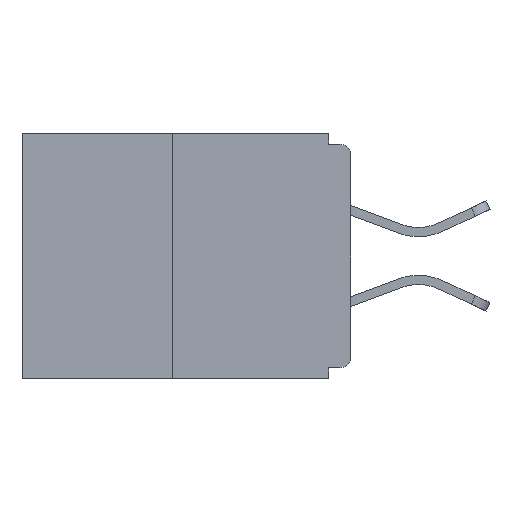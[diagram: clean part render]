
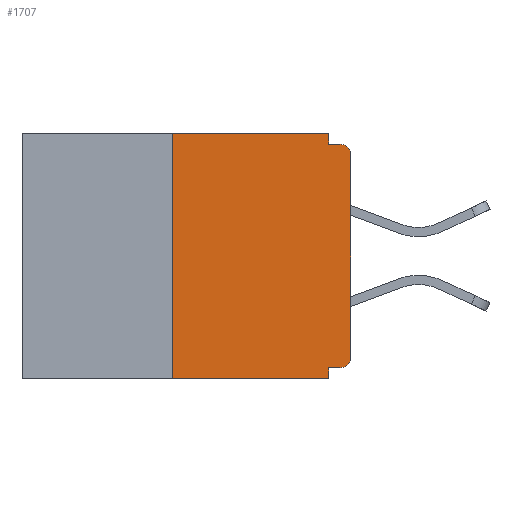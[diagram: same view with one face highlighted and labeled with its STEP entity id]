
A CAD part, left-side view. The second image highlights one B-rep face of the part: STEP entity #1707.
In plain terms, the highlighted planar face has unit normal (-1, 0, 0).
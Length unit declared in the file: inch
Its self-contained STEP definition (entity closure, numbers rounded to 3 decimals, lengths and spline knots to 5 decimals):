
#68 = CARTESIAN_POINT ( 'NONE',  ( 0., 0.031, -0.343 ) ) ;
#1127 = LINE ( 'NONE', #18375, #15637 ) ;
#1186 = ORIENTED_EDGE ( 'NONE', *, *, #6438, .F. ) ;
#1222 = VECTOR ( 'NONE', #5246, 39.37008 ) ;
#1628 = VERTEX_POINT ( 'NONE', #9017 ) ;
#1707 = ADVANCED_FACE ( 'NONE', ( #16036 ), #17436, .F. ) ;
#1925 = ORIENTED_EDGE ( 'NONE', *, *, #17195, .F. ) ;
#2022 = DIRECTION ( 'NONE',  ( 1., 0., 0. ) ) ;
#2970 = CARTESIAN_POINT ( 'NONE',  ( 0., 0.25, 0. ) ) ;
#3768 = AXIS2_PLACEMENT_3D ( 'NONE', #12973, #2022, #12832 ) ;
#3894 = CIRCLE ( 'NONE', #5125, 0.015 ) ;
#4195 = CARTESIAN_POINT ( 'NONE',  ( 0., 0.46, -0.343 ) ) ;
#4264 = VECTOR ( 'NONE', #19767, 39.37008 ) ;
#4455 = CARTESIAN_POINT ( 'NONE',  ( 0., 0.015, -0.03 ) ) ;
#4472 = DIRECTION ( 'NONE',  ( -1., 0., 0. ) ) ;
#4562 = VECTOR ( 'NONE', #13838, 39.37008 ) ;
#5018 = ORIENTED_EDGE ( 'NONE', *, *, #17935, .T. ) ;
#5046 = VERTEX_POINT ( 'NONE', #19087 ) ;
#5125 = AXIS2_PLACEMENT_3D ( 'NONE', #13721, #4472, #15395 ) ;
#5246 = DIRECTION ( 'NONE',  ( 0., 1., 0. ) ) ;
#5352 = VERTEX_POINT ( 'NONE', #13237 ) ;
#5597 = ORIENTED_EDGE ( 'NONE', *, *, #14818, .T. ) ;
#6022 = CARTESIAN_POINT ( 'NONE',  ( 0., 0.031, 0. ) ) ;
#6028 = LINE ( 'NONE', #12573, #4562 ) ;
#6230 = VERTEX_POINT ( 'NONE', #11936 ) ;
#6438 = EDGE_CURVE ( 'NONE', #9609, #6230, #13708, .T. ) ;
#6614 = ORIENTED_EDGE ( 'NONE', *, *, #9500, .T. ) ;
#6723 = CARTESIAN_POINT ( 'NONE',  ( 0., 0.031, -0.343 ) ) ;
#7485 = VERTEX_POINT ( 'NONE', #11353 ) ;
#7570 = DIRECTION ( 'NONE',  ( 0., 0., -1. ) ) ;
#7706 = DIRECTION ( 'NONE',  ( -1., 0., 0. ) ) ;
#8108 = CARTESIAN_POINT ( 'NONE',  ( 0., 0., -0.328 ) ) ;
#8144 = LINE ( 'NONE', #10226, #11283 ) ;
#8589 = VERTEX_POINT ( 'NONE', #18049 ) ;
#8868 = LINE ( 'NONE', #4195, #4264 ) ;
#9017 = CARTESIAN_POINT ( 'NONE',  ( 0., 0.031, -0.015 ) ) ;
#9500 = EDGE_CURVE ( 'NONE', #9550, #5352, #3894, .T. ) ;
#9550 = VERTEX_POINT ( 'NONE', #18264 ) ;
#9609 = VERTEX_POINT ( 'NONE', #14009 ) ;
#10226 = CARTESIAN_POINT ( 'NONE',  ( 0., 0., -0.015 ) ) ;
#10490 = EDGE_CURVE ( 'NONE', #7485, #1628, #16170, .T. ) ;
#10539 = ORIENTED_EDGE ( 'NONE', *, *, #10490, .F. ) ;
#10563 = EDGE_CURVE ( 'NONE', #6230, #7485, #6028, .T. ) ;
#10629 = DIRECTION ( 'NONE',  ( 0., 0., 1. ) ) ;
#11283 = VECTOR ( 'NONE', #14606, 39.37008 ) ;
#11353 = CARTESIAN_POINT ( 'NONE',  ( 0., 0.031, 0. ) ) ;
#11936 = CARTESIAN_POINT ( 'NONE',  ( 0., 0.25, 0. ) ) ;
#12106 = EDGE_CURVE ( 'NONE', #9550, #16003, #14510, .T. ) ;
#12289 = DIRECTION ( 'NONE',  ( 0., 0., -1. ) ) ;
#12573 = CARTESIAN_POINT ( 'NONE',  ( 0., 0.46, 0. ) ) ;
#12778 = AXIS2_PLACEMENT_3D ( 'NONE', #4455, #7706, #12289 ) ;
#12832 = DIRECTION ( 'NONE',  ( 0., 0., -1. ) ) ;
#12879 = VECTOR ( 'NONE', #14202, 39.37008 ) ;
#12973 = CARTESIAN_POINT ( 'NONE',  ( 0., 0.46, 0. ) ) ;
#13135 = LINE ( 'NONE', #6723, #12879 ) ;
#13237 = CARTESIAN_POINT ( 'NONE',  ( 0., 0., -0.313 ) ) ;
#13708 = LINE ( 'NONE', #2970, #18031 ) ;
#13721 = CARTESIAN_POINT ( 'NONE',  ( 0., 0.015, -0.313 ) ) ;
#13838 = DIRECTION ( 'NONE',  ( 0., -1., 0. ) ) ;
#14009 = CARTESIAN_POINT ( 'NONE',  ( 0., 0.25, -0.343 ) ) ;
#14202 = DIRECTION ( 'NONE',  ( 0., 0., -1. ) ) ;
#14211 = CIRCLE ( 'NONE', #12778, 0.015 ) ;
#14437 = EDGE_CURVE ( 'NONE', #5352, #5046, #1127, .T. ) ;
#14510 = LINE ( 'NONE', #8108, #1222 ) ;
#14606 = DIRECTION ( 'NONE',  ( 0., -1., 0. ) ) ;
#14818 = EDGE_CURVE ( 'NONE', #9609, #19132, #8868, .T. ) ;
#15395 = DIRECTION ( 'NONE',  ( 0., 0., -1. ) ) ;
#15613 = ORIENTED_EDGE ( 'NONE', *, *, #15923, .F. ) ;
#15637 = VECTOR ( 'NONE', #10629, 39.37008 ) ;
#15923 = EDGE_CURVE ( 'NONE', #1628, #8589, #8144, .T. ) ;
#16003 = VERTEX_POINT ( 'NONE', #18170 ) ;
#16036 = FACE_OUTER_BOUND ( 'NONE', #16818, .T. ) ;
#16091 = ORIENTED_EDGE ( 'NONE', *, *, #10563, .F. ) ;
#16170 = LINE ( 'NONE', #6022, #16867 ) ;
#16263 = ORIENTED_EDGE ( 'NONE', *, *, #14437, .T. ) ;
#16694 = ORIENTED_EDGE ( 'NONE', *, *, #12106, .F. ) ;
#16818 = EDGE_LOOP ( 'NONE', ( #16091, #1186, #5597, #1925, #16694, #6614, #16263, #5018, #15613, #10539 ) ) ;
#16867 = VECTOR ( 'NONE', #7570, 39.37008 ) ;
#17195 = EDGE_CURVE ( 'NONE', #16003, #19132, #13135, .T. ) ;
#17436 = PLANE ( 'NONE',  #3768 ) ;
#17935 = EDGE_CURVE ( 'NONE', #5046, #8589, #14211, .T. ) ;
#18031 = VECTOR ( 'NONE', #19792, 39.37008 ) ;
#18049 = CARTESIAN_POINT ( 'NONE',  ( 0., 0.015, -0.015 ) ) ;
#18170 = CARTESIAN_POINT ( 'NONE',  ( 0., 0.031, -0.328 ) ) ;
#18264 = CARTESIAN_POINT ( 'NONE',  ( 0., 0.015, -0.328 ) ) ;
#18375 = CARTESIAN_POINT ( 'NONE',  ( 0., 0., 0. ) ) ;
#19087 = CARTESIAN_POINT ( 'NONE',  ( 0., 0., -0.03 ) ) ;
#19132 = VERTEX_POINT ( 'NONE', #68 ) ;
#19767 = DIRECTION ( 'NONE',  ( 0., -1., 0. ) ) ;
#19792 = DIRECTION ( 'NONE',  ( 0., 0., 1. ) ) ;
